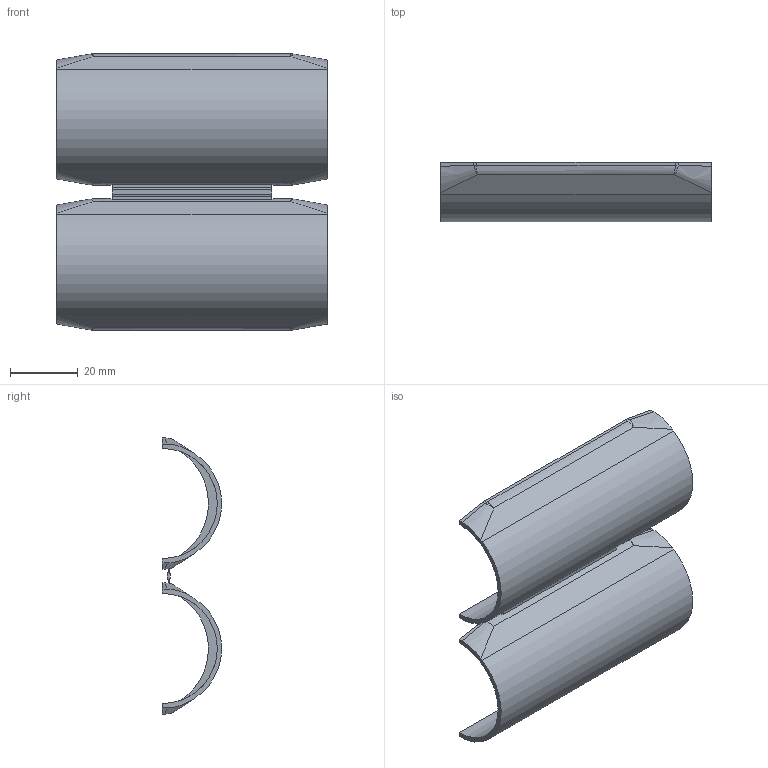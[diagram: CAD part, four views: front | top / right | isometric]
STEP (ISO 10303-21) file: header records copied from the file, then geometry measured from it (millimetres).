
FILE_DESCRIPTION (( 'STEP AP214' ), '1' );
FILE_NAME ('2154087.stp', '2022-07-26T07:35:31', ( '' ), ( '' ), 'SwSTEP 2.0', 'SolidWorks 2020', '' );
FILE_SCHEMA (( 'AUTOMOTIVE_DESIGN' ));
Length unit declared in the file: millimetre
Products named in the file (1): 2154087
Bounding box: 80 x 17.55 x 81.52 mm (x, y, z)
Volume: 13955.4 mm3; surface area: 19283.8 mm2
Topology: 1 solids, 1 shells, 99 faces, 267 edges, 168 vertices
Faces by surface type: plane 48, cylinder 29, bspline 18, torus 4
Entity records: 3939 total; most frequent: CARTESIAN_POINT 1716, ORIENTED_EDGE 522, DIRECTION 369, EDGE_CURVE 261, VERTEX_POINT 168, LINE 125, VECTOR 125, AXIS2_PLACEMENT_3D 122
